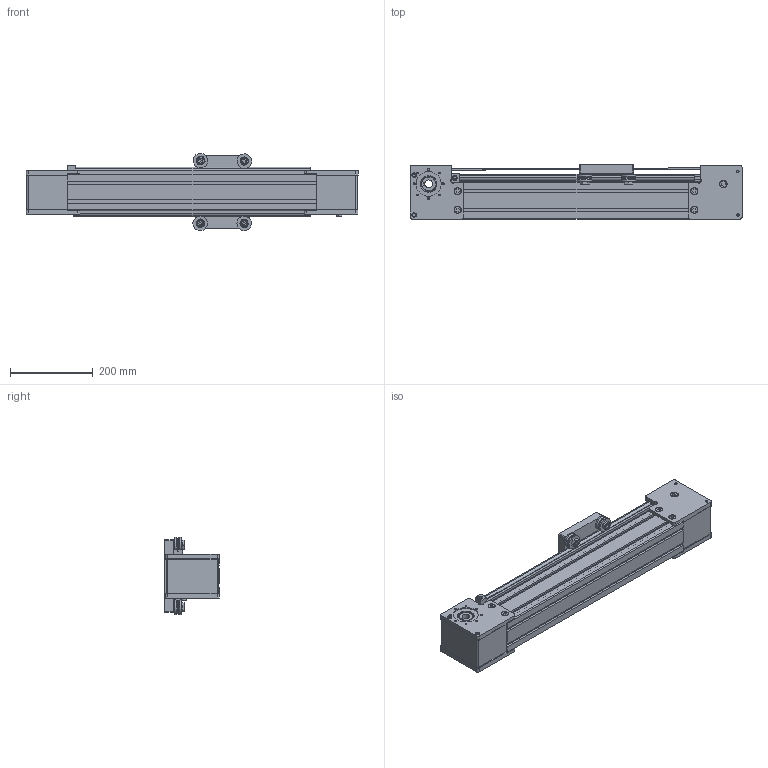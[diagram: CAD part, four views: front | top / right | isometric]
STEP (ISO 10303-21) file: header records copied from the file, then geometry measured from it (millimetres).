
FILE_DESCRIPTION (( 'STEP AP203' ), '1' );
FILE_NAME ('800.020.STEP', '2022-03-01T15:31:24', ( '' ), ( '' ), 'SwSTEP 2.0', 'SolidWorks 2018', '' );
FILE_SCHEMA (( 'CONFIG_CONTROL_DESIGN' ));
Length unit declared in the file: millimetre
Products named in the file (38): TELAI PER GUIDA L=800.020.0600_L760<A macchina>; 800.040.002_800.040.002; 800.040.102_800.040.102; 084.301.000 VITI ALUSIC_084.301.002; DADI ESAGONALI RIBASSATI UNI 5589_M12 UNI 5589; 800.040.010_800.040.010; 800.040.101_800.040.101; 800.040.104_800.040.008; CUSCINETTI A SFERE_61906-2RS; 800.040.106-1; 800.040.302; CUSCINETTI A SFERE_61807-2RS; VITI TSEI UNI 5933_M6x20 UNI 5933; ANELLI TIPO SW_SW 38; 800.040.303; CINGHIA_CINGHIA GUIDA 800.020.1800; VITI TCEI UNI 5931_M6x100 UNI 5931; 084.529.004; 800.040.001_800.040.001; 800.040.301; 084.529.008; VITI TCEI UNI 5931_M6x25 UNI 5931; 084.529.005; 800.040.103; 084.302.000 DADI ALUSIC 13x13-1_084.302.003; MOLLE A TAZZA_58474; 800.040.105_800.040.105; 8012; 084.301.000 VITI ALUSIC_084.301.005; 800.040.003_800.040.003; 800.020; 800.040.004_800.040.004; 084.529.003; VITI TSEI UNI 5933_M8x20 UNI 5933; VITI TCEI UNI 5931_M12x100 UNI 5931; Circlip DIN 471 - 25 x 1.2_Circlip DIN 471 - 25 x 1.2; 084.302.000 DADI ALUSIC 13x13_084.302.004
Assembly tree (79 placements, depth 3):
  800.020
    TELAI PER GUIDA L=800.020.0600_L760<A macchina>
    800.040.301
      800.040.001_800.040.001
      800.040.002_800.040.002
      CUSCINETTI A SFERE_61807-2RS  x2
      800.040.101_800.040.101
      800.040.102_800.040.102
      ANELLI TIPO SW_SW 38  x2
      800.040.106-1
      084.302.000 DADI ALUSIC 13x13_084.302.004  x4
      VITI TCEI UNI 5931_M6x100 UNI 5931  x2
      VITI TSEI UNI 5933_M8x20 UNI 5933  x4
    800.040.302
      800.040.003_800.040.003
      800.040.004_800.040.004
      CUSCINETTI A SFERE_61906-2RS  x2
      MOLLE A TAZZA_58474
      084.302.000 DADI ALUSIC 13x13_084.302.004  x4
      800.040.106-1
      VITI TCEI UNI 5931_M6x100 UNI 5931  x2
      VITI TCEI UNI 5931_M12x100 UNI 5931
      DADI ESAGONALI RIBASSATI UNI 5589_M12 UNI 5589
      800.040.103
      Circlip DIN 471 - 25 x 1.2_Circlip DIN 471 - 25 x 1.2  x2
      VITI TSEI UNI 5933_M8x20 UNI 5933  x4
      800.040.104_800.040.008
    800.040.303
      800.040.105_800.040.105
      084.529.003  x4
      084.529.004  x2
      084.529.005  x2
      8012  x4
      800.040.010_800.040.010  x2
      084.301.000 VITI ALUSIC_084.301.005  x4
      VITI TSEI UNI 5933_M6x20 UNI 5933  x4
    084.529.008
      084.529.008
      VITI TCEI UNI 5931_M6x25 UNI 5931
      084.302.000 DADI ALUSIC 13x13-1_084.302.003
    CINGHIA_CINGHIA GUIDA 800.020.1800
    084.301.000 VITI ALUSIC_084.301.002  x6
Bounding box: 800 x 131 x 186.4 mm (x, y, z)
Volume: 3528252.6 mm3; surface area: 1767942.1 mm2
Topology: 80 solids, 80 shells, 2194 faces, 5510 edges, 3560 vertices
Faces by surface type: plane 1157, cylinder 735, cone 186, torus 116
Entity records: 52027 total; most frequent: CARTESIAN_POINT 8818, DIRECTION 8209, ORIENTED_EDGE 7774, EDGE_CURVE 3887, AXIS2_PLACEMENT_3D 2853, VERTEX_POINT 2538, VECTOR 2503, LINE 2503
